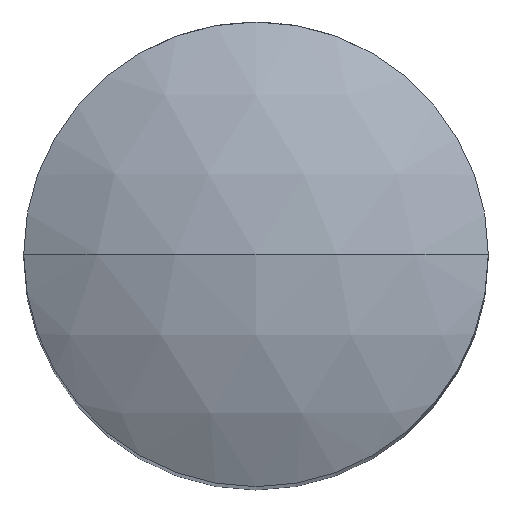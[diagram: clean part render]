
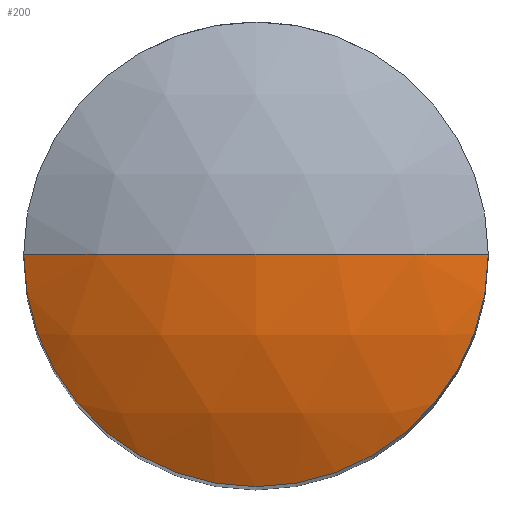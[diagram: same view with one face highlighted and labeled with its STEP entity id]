
A CAD part, top view. The second image highlights one B-rep face of the part: STEP entity #200.
In plain terms, the highlighted spherical face has radius 10 mm.
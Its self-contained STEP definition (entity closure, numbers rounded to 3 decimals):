
#4 = DIRECTION ( 'NONE',  ( 0., -1., 0. ) ) ;
#63 = SPHERICAL_SURFACE ( 'NONE', #435, 10. ) ;
#105 = VERTEX_POINT ( 'NONE', #207 ) ;
#173 = DIRECTION ( 'NONE',  ( -1., 0., 0. ) ) ;
#174 = DIRECTION ( 'NONE',  ( 0., 0., -1. ) ) ;
#175 = CARTESIAN_POINT ( 'NONE',  ( 0., 0., 21.16 ) ) ;
#176 = CARTESIAN_POINT ( 'NONE',  ( 0., 0., 12.5 ) ) ;
#200 = ADVANCED_FACE ( 'NONE', ( #203 ), #63, .T. ) ;
#203 = FACE_OUTER_BOUND ( 'NONE', #855, .T. ) ;
#207 = CARTESIAN_POINT ( 'NONE',  ( 5., 0., 21.16 ) ) ;
#220 = DIRECTION ( 'NONE',  ( 0., -1., 0. ) ) ;
#239 = AXIS2_PLACEMENT_3D ( 'NONE', #629, #220, #698 ) ;
#244 = DIRECTION ( 'NONE',  ( 0., 0., 1. ) ) ;
#298 = CARTESIAN_POINT ( 'NONE',  ( 0., 0., 22.5 ) ) ;
#300 = AXIS2_PLACEMENT_3D ( 'NONE', #176, #650, #244 ) ;
#311 = VERTEX_POINT ( 'NONE', #611 ) ;
#372 = CIRCLE ( 'NONE', #239, 10. ) ;
#384 = AXIS2_PLACEMENT_3D ( 'NONE', #175, #174, #173 ) ;
#435 = AXIS2_PLACEMENT_3D ( 'NONE', #816, #4, #781 ) ;
#455 = ORIENTED_EDGE ( 'NONE', *, *, #681, .F. ) ;
#466 = CIRCLE ( 'NONE', #384, 5. ) ;
#477 = ORIENTED_EDGE ( 'NONE', *, *, #790, .T. ) ;
#526 = EDGE_CURVE ( 'NONE', #105, #311, #466, .T. ) ;
#611 = CARTESIAN_POINT ( 'NONE',  ( -5., 0., 21.16 ) ) ;
#629 = CARTESIAN_POINT ( 'NONE',  ( 0., 0., 12.5 ) ) ;
#650 = DIRECTION ( 'NONE',  ( 0., 1., 0. ) ) ;
#656 = CIRCLE ( 'NONE', #300, 10. ) ;
#681 = EDGE_CURVE ( 'NONE', #852, #105, #656, .T. ) ;
#698 = DIRECTION ( 'NONE',  ( 1., 0., 0. ) ) ;
#730 = ORIENTED_EDGE ( 'NONE', *, *, #526, .F. ) ;
#781 = DIRECTION ( 'NONE',  ( 1., 0., 0. ) ) ;
#790 = EDGE_CURVE ( 'NONE', #852, #311, #372, .T. ) ;
#816 = CARTESIAN_POINT ( 'NONE',  ( 0., 0., 12.5 ) ) ;
#852 = VERTEX_POINT ( 'NONE', #298 ) ;
#855 = EDGE_LOOP ( 'NONE', ( #455, #477, #730 ) ) ;
